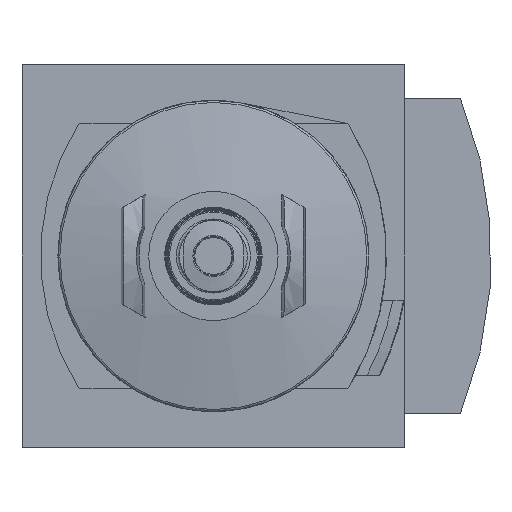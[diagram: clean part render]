
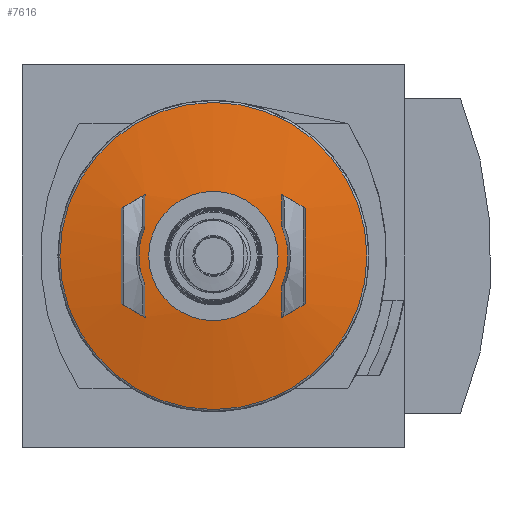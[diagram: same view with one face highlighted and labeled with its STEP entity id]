
A CAD part, front view. The second image highlights one B-rep face of the part: STEP entity #7616.
In plain terms, the highlighted spherical face has radius 110 mm.
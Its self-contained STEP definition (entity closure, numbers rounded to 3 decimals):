
#30=SPHERICAL_SURFACE('',#8069,110.);
#1470=CIRCLE('',#8068,24.87);
#1471=CIRCLE('',#8070,109.085);
#1472=CIRCLE('',#8071,108.706);
#1473=CIRCLE('',#8072,109.085);
#1474=CIRCLE('',#8073,109.363);
#1475=CIRCLE('',#8074,109.617);
#1476=CIRCLE('',#8075,12.084);
#1477=CIRCLE('',#8076,109.617);
#1478=CIRCLE('',#8077,109.363);
#1479=CIRCLE('',#8078,109.085);
#1480=CIRCLE('',#8079,108.706);
#1481=CIRCLE('',#8080,109.085);
#1482=CIRCLE('',#8081,109.363);
#1483=CIRCLE('',#8082,109.617);
#1484=CIRCLE('',#8083,12.084);
#1485=CIRCLE('',#8084,109.617);
#1486=CIRCLE('',#8085,109.363);
#1487=CIRCLE('',#8086,10.476);
#2772=ORIENTED_EDGE('',*,*,#3731,.T.);
#2773=ORIENTED_EDGE('',*,*,#3732,.T.);
#2774=ORIENTED_EDGE('',*,*,#3733,.T.);
#2775=ORIENTED_EDGE('',*,*,#3734,.T.);
#2776=ORIENTED_EDGE('',*,*,#3735,.T.);
#2777=ORIENTED_EDGE('',*,*,#3736,.T.);
#2778=ORIENTED_EDGE('',*,*,#3737,.T.);
#2779=ORIENTED_EDGE('',*,*,#3738,.T.);
#2780=ORIENTED_EDGE('',*,*,#3739,.T.);
#2781=ORIENTED_EDGE('',*,*,#3740,.T.);
#2782=ORIENTED_EDGE('',*,*,#3741,.T.);
#2783=ORIENTED_EDGE('',*,*,#3742,.T.);
#2784=ORIENTED_EDGE('',*,*,#3743,.T.);
#2785=ORIENTED_EDGE('',*,*,#3744,.T.);
#2786=ORIENTED_EDGE('',*,*,#3745,.T.);
#2787=ORIENTED_EDGE('',*,*,#3746,.T.);
#2788=ORIENTED_EDGE('',*,*,#3747,.T.);
#2789=ORIENTED_EDGE('',*,*,#3748,.F.);
#3731=EDGE_CURVE('',#4300,#4300,#1470,.T.);
#3732=EDGE_CURVE('',#4301,#4302,#1471,.T.);
#3733=EDGE_CURVE('',#4302,#4303,#1472,.T.);
#3734=EDGE_CURVE('',#4303,#4304,#1473,.T.);
#3735=EDGE_CURVE('',#4304,#4305,#1474,.T.);
#3736=EDGE_CURVE('',#4305,#4306,#1475,.T.);
#3737=EDGE_CURVE('',#4306,#4307,#1476,.F.);
#3738=EDGE_CURVE('',#4307,#4308,#1477,.T.);
#3739=EDGE_CURVE('',#4308,#4301,#1478,.T.);
#3740=EDGE_CURVE('',#4309,#4310,#1479,.T.);
#3741=EDGE_CURVE('',#4310,#4311,#1480,.T.);
#3742=EDGE_CURVE('',#4311,#4312,#1481,.T.);
#3743=EDGE_CURVE('',#4312,#4313,#1482,.T.);
#3744=EDGE_CURVE('',#4313,#4314,#1483,.T.);
#3745=EDGE_CURVE('',#4314,#4315,#1484,.F.);
#3746=EDGE_CURVE('',#4315,#4316,#1485,.T.);
#3747=EDGE_CURVE('',#4316,#4309,#1486,.T.);
#3748=EDGE_CURVE('',#4317,#4317,#1487,.T.);
#4300=VERTEX_POINT('',#11176);
#4301=VERTEX_POINT('',#11179);
#4302=VERTEX_POINT('',#11180);
#4303=VERTEX_POINT('',#11182);
#4304=VERTEX_POINT('',#11184);
#4305=VERTEX_POINT('',#11186);
#4306=VERTEX_POINT('',#11188);
#4307=VERTEX_POINT('',#11190);
#4308=VERTEX_POINT('',#11192);
#4309=VERTEX_POINT('',#11195);
#4310=VERTEX_POINT('',#11196);
#4311=VERTEX_POINT('',#11198);
#4312=VERTEX_POINT('',#11200);
#4313=VERTEX_POINT('',#11202);
#4314=VERTEX_POINT('',#11204);
#4315=VERTEX_POINT('',#11206);
#4316=VERTEX_POINT('',#11208);
#4317=VERTEX_POINT('',#11211);
#4671=EDGE_LOOP('',(#2772));
#4672=EDGE_LOOP('',(#2773,#2774,#2775,#2776,#2777,#2778,#2779,#2780));
#4673=EDGE_LOOP('',(#2781,#2782,#2783,#2784,#2785,#2786,#2787,#2788));
#4674=EDGE_LOOP('',(#2789));
#5043=FACE_BOUND('',#4671,.T.);
#5044=FACE_BOUND('',#4672,.T.);
#5045=FACE_BOUND('',#4673,.T.);
#5046=FACE_BOUND('',#4674,.T.);
#7616=ADVANCED_FACE('',(#5043,#5044,#5045,#5046),#30,.T.);
#8068=AXIS2_PLACEMENT_3D('',#11175,#9447,#9448);
#8069=AXIS2_PLACEMENT_3D('',#11177,#9449,#9450);
#8070=AXIS2_PLACEMENT_3D('',#11178,#9451,#9452);
#8071=AXIS2_PLACEMENT_3D('',#11181,#9453,#9454);
#8072=AXIS2_PLACEMENT_3D('',#11183,#9455,#9456);
#8073=AXIS2_PLACEMENT_3D('',#11185,#9457,#9458);
#8074=AXIS2_PLACEMENT_3D('',#11187,#9459,#9460);
#8075=AXIS2_PLACEMENT_3D('',#11189,#9461,#9462);
#8076=AXIS2_PLACEMENT_3D('',#11191,#9463,#9464);
#8077=AXIS2_PLACEMENT_3D('',#11193,#9465,#9466);
#8078=AXIS2_PLACEMENT_3D('',#11194,#9467,#9468);
#8079=AXIS2_PLACEMENT_3D('',#11197,#9469,#9470);
#8080=AXIS2_PLACEMENT_3D('',#11199,#9471,#9472);
#8081=AXIS2_PLACEMENT_3D('',#11201,#9473,#9474);
#8082=AXIS2_PLACEMENT_3D('',#11203,#9475,#9476);
#8083=AXIS2_PLACEMENT_3D('',#11205,#9477,#9478);
#8084=AXIS2_PLACEMENT_3D('',#11207,#9479,#9480);
#8085=AXIS2_PLACEMENT_3D('',#11209,#9481,#9482);
#8086=AXIS2_PLACEMENT_3D('',#11210,#9483,#9484);
#9447=DIRECTION('',(0.,-1.,0.));
#9448=DIRECTION('',(0.,0.,-1.));
#9449=DIRECTION('',(0.,-1.,0.));
#9450=DIRECTION('',(0.,0.,-1.));
#9451=DIRECTION('',(0.5,0.,0.866));
#9452=DIRECTION('',(0.866,0.,-0.5));
#9453=DIRECTION('',(1.,-0.017,0.));
#9454=DIRECTION('',(0.017,1.,0.));
#9455=DIRECTION('',(0.5,0.,-0.866));
#9456=DIRECTION('',(-0.866,0.,-0.5));
#9457=DIRECTION('',(0.,-0.017,-1.));
#9458=DIRECTION('',(0.,1.,-0.017));
#9459=DIRECTION('',(-1.,-0.017,0.));
#9460=DIRECTION('',(0.017,-1.,0.));
#9461=DIRECTION('',(0.,1.,0.));
#9462=DIRECTION('',(0.,0.,1.));
#9463=DIRECTION('',(-1.,-0.017,0.));
#9464=DIRECTION('',(0.017,-1.,0.));
#9465=DIRECTION('',(0.,-0.017,1.));
#9466=DIRECTION('',(0.,-1.,-0.017));
#9467=DIRECTION('',(-0.5,0.,-0.866));
#9468=DIRECTION('',(-0.866,0.,0.5));
#9469=DIRECTION('',(-1.,-0.017,0.));
#9470=DIRECTION('',(0.017,-1.,0.));
#9471=DIRECTION('',(-0.5,0.,0.866));
#9472=DIRECTION('',(0.866,0.,0.5));
#9473=DIRECTION('',(0.,-0.017,1.));
#9474=DIRECTION('',(0.,-1.,-0.017));
#9475=DIRECTION('',(1.,-0.017,0.));
#9476=DIRECTION('',(0.017,1.,0.));
#9477=DIRECTION('',(0.,1.,0.));
#9478=DIRECTION('',(0.,0.,1.));
#9479=DIRECTION('',(1.,-0.017,0.));
#9480=DIRECTION('',(0.017,1.,0.));
#9481=DIRECTION('',(0.,-0.017,-1.));
#9482=DIRECTION('',(0.,1.,-0.017));
#9483=DIRECTION('',(0.,-1.,0.));
#9484=DIRECTION('',(0.,0.,-1.));
#11175=CARTESIAN_POINT('',(0.,-153.652,0.));
#11176=CARTESIAN_POINT('',(0.,-153.652,-24.87));
#11177=CARTESIAN_POINT('',(0.,-46.5,0.));
#11178=CARTESIAN_POINT('',(7.08,-46.5,12.263));
#11179=CARTESIAN_POINT('',(11.136,-155.484,9.922));
#11180=CARTESIAN_POINT('',(14.927,-155.208,7.733));
#11181=CARTESIAN_POINT('',(16.819,-46.794,0.));
#11182=CARTESIAN_POINT('',(14.927,-155.208,-7.733));
#11183=CARTESIAN_POINT('',(7.08,-46.5,-12.263));
#11184=CARTESIAN_POINT('',(11.136,-155.484,-9.922));
#11185=CARTESIAN_POINT('',(0.,-46.706,-11.82));
#11186=CARTESIAN_POINT('',(11.078,-155.49,-9.922));
#11187=CARTESIAN_POINT('',(9.173,-46.34,0.));
#11188=CARTESIAN_POINT('',(11.084,-155.834,-4.813));
#11189=CARTESIAN_POINT('',(0.,-155.834,0.));
#11190=CARTESIAN_POINT('',(11.084,-155.834,4.813));
#11191=CARTESIAN_POINT('',(9.173,-46.34,0.));
#11192=CARTESIAN_POINT('',(11.078,-155.49,9.922));
#11193=CARTESIAN_POINT('',(0.,-46.706,11.82));
#11194=CARTESIAN_POINT('',(-7.08,-46.5,-12.263));
#11195=CARTESIAN_POINT('',(-11.136,-155.484,-9.922));
#11196=CARTESIAN_POINT('',(-14.927,-155.208,-7.733));
#11197=CARTESIAN_POINT('',(-16.819,-46.794,0.));
#11198=CARTESIAN_POINT('',(-14.927,-155.208,7.733));
#11199=CARTESIAN_POINT('',(-7.08,-46.5,12.263));
#11200=CARTESIAN_POINT('',(-11.136,-155.484,9.922));
#11201=CARTESIAN_POINT('',(0.,-46.706,11.82));
#11202=CARTESIAN_POINT('',(-11.078,-155.49,9.922));
#11203=CARTESIAN_POINT('',(-9.173,-46.34,0.));
#11204=CARTESIAN_POINT('',(-11.084,-155.834,4.813));
#11205=CARTESIAN_POINT('',(0.,-155.834,0.));
#11206=CARTESIAN_POINT('',(-11.084,-155.834,-4.813));
#11207=CARTESIAN_POINT('',(-9.173,-46.34,0.));
#11208=CARTESIAN_POINT('',(-11.078,-155.49,-9.922));
#11209=CARTESIAN_POINT('',(0.,-46.706,-11.82));
#11210=CARTESIAN_POINT('',(0.,-156.,0.));
#11211=CARTESIAN_POINT('',(0.,-156.,-10.476));
